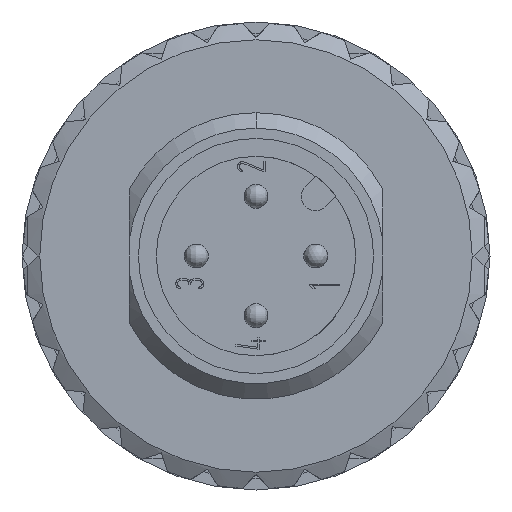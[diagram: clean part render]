
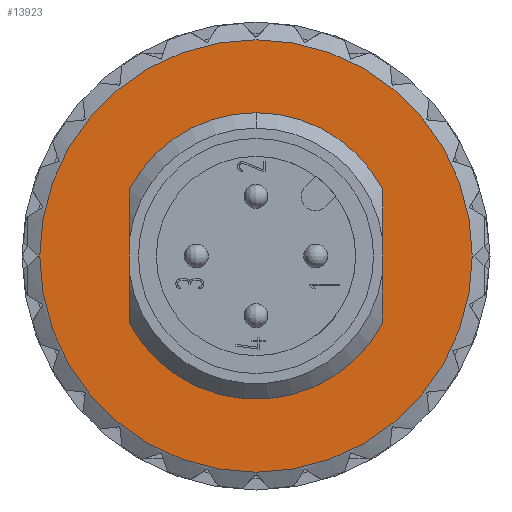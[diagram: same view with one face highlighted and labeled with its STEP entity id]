
A CAD part, front view. The second image highlights one B-rep face of the part: STEP entity #13923.
In plain terms, the highlighted planar face has unit normal (0, -1, 0).
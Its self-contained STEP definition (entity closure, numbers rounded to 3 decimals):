
#208 = ORIENTED_EDGE ( 'NONE', *, *, #11571, .T. ) ;
#564 = LINE ( 'NONE', #1048, #3538 ) ;
#1048 = CARTESIAN_POINT ( 'NONE',  ( 5.3, 9.8, -10.338 ) ) ;
#1219 = CARTESIAN_POINT ( 'NONE',  ( 0., 9.8, 0. ) ) ;
#1300 = EDGE_CURVE ( 'NONE', #4690, #13787, #7497, .T. ) ;
#1319 = CARTESIAN_POINT ( 'NONE',  ( 9.057, 9.8, 0. ) ) ;
#1714 = CIRCLE ( 'NONE', #5359, 9.057 ) ;
#2006 = EDGE_CURVE ( 'NONE', #11887, #17339, #18529, .T. ) ;
#2142 = AXIS2_PLACEMENT_3D ( 'NONE', #3065, #5931, #13278 ) ;
#2183 = ORIENTED_EDGE ( 'NONE', *, *, #5493, .T. ) ;
#2463 = ORIENTED_EDGE ( 'NONE', *, *, #18543, .F. ) ;
#2669 = CARTESIAN_POINT ( 'NONE',  ( 0., 9.8, 0. ) ) ;
#2912 = DIRECTION ( 'NONE',  ( 0., 1., 0. ) ) ;
#3065 = CARTESIAN_POINT ( 'NONE',  ( 0.199, 9.8, -10.338 ) ) ;
#3538 = VECTOR ( 'NONE', #10188, 1000. ) ;
#4690 = VERTEX_POINT ( 'NONE', #8319 ) ;
#4753 = EDGE_CURVE ( 'NONE', #12826, #4959, #10667, .T. ) ;
#4959 = VERTEX_POINT ( 'NONE', #14336 ) ;
#5247 = DIRECTION ( 'NONE',  ( 0., 1., 0. ) ) ;
#5349 = VECTOR ( 'NONE', #10574, 1000. ) ;
#5359 = AXIS2_PLACEMENT_3D ( 'NONE', #1219, #8383, #5398 ) ;
#5398 = DIRECTION ( 'NONE',  ( -1., 0., 0. ) ) ;
#5446 = EDGE_LOOP ( 'NONE', ( #2183, #12897, #208, #15766, #17741 ) ) ;
#5493 = EDGE_CURVE ( 'NONE', #4959, #4690, #10185, .T. ) ;
#5931 = DIRECTION ( 'NONE',  ( 0., -1., 0. ) ) ;
#7184 = CARTESIAN_POINT ( 'NONE',  ( 0., 9.8, 6. ) ) ;
#7318 = CARTESIAN_POINT ( 'NONE',  ( 5.3, 9.8, -2.812 ) ) ;
#7341 = DIRECTION ( 'NONE',  ( 0., 1., 0. ) ) ;
#7419 = ORIENTED_EDGE ( 'NONE', *, *, #2006, .F. ) ;
#7497 = CIRCLE ( 'NONE', #10089, 6. ) ;
#8073 = CARTESIAN_POINT ( 'NONE',  ( -9.057, 9.8, 0. ) ) ;
#8227 = DIRECTION ( 'NONE',  ( 0., 0., 1. ) ) ;
#8319 = CARTESIAN_POINT ( 'NONE',  ( -5.3, 9.8, 2.812 ) ) ;
#8381 = FACE_BOUND ( 'NONE', #5446, .T. ) ;
#8383 = DIRECTION ( 'NONE',  ( 0., 1., 0. ) ) ;
#8555 = EDGE_LOOP ( 'NONE', ( #2463, #7419 ) ) ;
#9512 = AXIS2_PLACEMENT_3D ( 'NONE', #16758, #17022, #8227 ) ;
#10089 = AXIS2_PLACEMENT_3D ( 'NONE', #14108, #5247, #12452 ) ;
#10185 = LINE ( 'NONE', #13420, #5349 ) ;
#10188 = DIRECTION ( 'NONE',  ( 0., 0., -1. ) ) ;
#10574 = DIRECTION ( 'NONE',  ( 0., 0., 1. ) ) ;
#10667 = CIRCLE ( 'NONE', #9512, 6. ) ;
#11571 = EDGE_CURVE ( 'NONE', #13787, #13876, #18281, .T. ) ;
#11700 = CARTESIAN_POINT ( 'NONE',  ( 0., 9.8, 0. ) ) ;
#11887 = VERTEX_POINT ( 'NONE', #1319 ) ;
#12452 = DIRECTION ( 'NONE',  ( 0., 0., 1. ) ) ;
#12826 = VERTEX_POINT ( 'NONE', #7318 ) ;
#12897 = ORIENTED_EDGE ( 'NONE', *, *, #1300, .T. ) ;
#13196 = DIRECTION ( 'NONE',  ( -1., 0., 0. ) ) ;
#13278 = DIRECTION ( 'NONE',  ( 0., 0., -1. ) ) ;
#13420 = CARTESIAN_POINT ( 'NONE',  ( -5.3, 9.8, -10.338 ) ) ;
#13787 = VERTEX_POINT ( 'NONE', #7184 ) ;
#13876 = VERTEX_POINT ( 'NONE', #17735 ) ;
#13923 = ADVANCED_FACE ( 'NONE', ( #8381, #17796 ), #14888, .T. ) ;
#14108 = CARTESIAN_POINT ( 'NONE',  ( 0., 9.8, 0. ) ) ;
#14336 = CARTESIAN_POINT ( 'NONE',  ( -5.3, 9.8, -2.812 ) ) ;
#14888 = PLANE ( 'NONE',  #2142 ) ;
#15766 = ORIENTED_EDGE ( 'NONE', *, *, #17980, .T. ) ;
#16758 = CARTESIAN_POINT ( 'NONE',  ( 0., 9.8, 0. ) ) ;
#17022 = DIRECTION ( 'NONE',  ( 0., 1., 0. ) ) ;
#17339 = VERTEX_POINT ( 'NONE', #8073 ) ;
#17509 = DIRECTION ( 'NONE',  ( 0., 0., 1. ) ) ;
#17510 = AXIS2_PLACEMENT_3D ( 'NONE', #2669, #7341, #17509 ) ;
#17735 = CARTESIAN_POINT ( 'NONE',  ( 5.3, 9.8, 2.812 ) ) ;
#17741 = ORIENTED_EDGE ( 'NONE', *, *, #4753, .T. ) ;
#17796 = FACE_OUTER_BOUND ( 'NONE', #8555, .T. ) ;
#17980 = EDGE_CURVE ( 'NONE', #13876, #12826, #564, .T. ) ;
#18209 = AXIS2_PLACEMENT_3D ( 'NONE', #11700, #2912, #13196 ) ;
#18281 = CIRCLE ( 'NONE', #17510, 6. ) ;
#18529 = CIRCLE ( 'NONE', #18209, 9.057 ) ;
#18543 = EDGE_CURVE ( 'NONE', #17339, #11887, #1714, .T. ) ;
